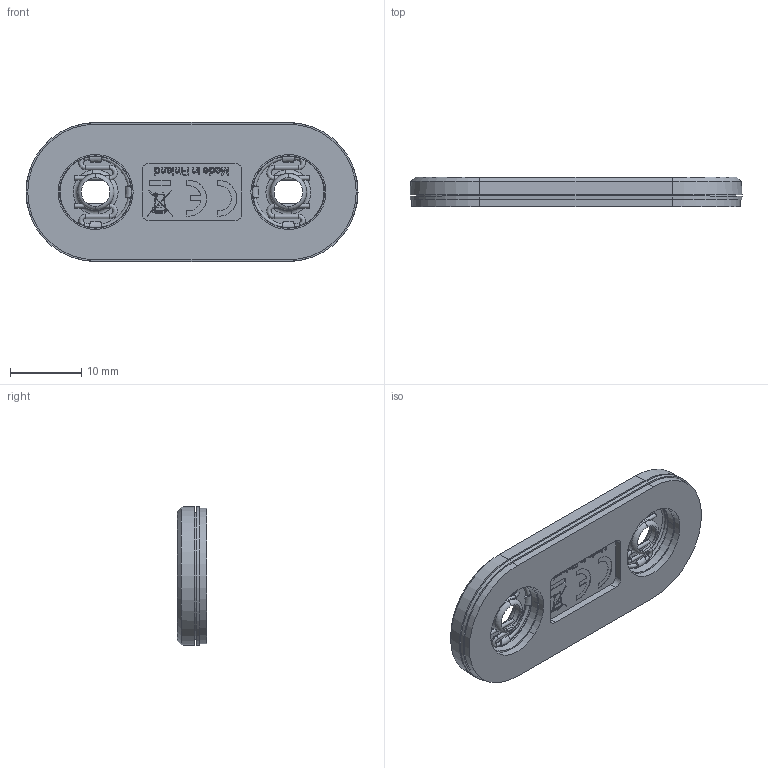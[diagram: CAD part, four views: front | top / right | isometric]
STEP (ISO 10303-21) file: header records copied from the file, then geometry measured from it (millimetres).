
FILE_DESCRIPTION((''),'2;1');
FILE_NAME('SURFACE-MOUNT-ASSEMBLY_ASM','2018-05-08T',('pernuk'),(''),'CREO PARAMETRIC BY PTC INC, 2015380','CREO PARAMETRIC BY PTC INC, 2015380','');
FILE_SCHEMA(('CONFIG_CONTROL_DESIGN'));
Length unit declared in the file: millimetre
Products named in the file (8): MOVESENSE-ACCESSORY-PLATE; MOVESENSE-SNAP-SPRING; MOVESENSE-SNAP-SOCKET; FLAT-SNAP-MOVESENSE_ASM; MOVESENSE-ACCESSORY-COVER; MOVESENSE-ACCESSORY-ADHESIVE-3; MOVESENSE_CONNECTOR_PCB_02; SURFACE-MOUNT-ASSEMBLY_ASM
Assembly tree (8 placements, depth 3):
  SURFACE-MOUNT-ASSEMBLY_ASM
    MOVESENSE-ACCESSORY-PLATE
    FLAT-SNAP-MOVESENSE_ASM  x2
      MOVESENSE-SNAP-SPRING
      MOVESENSE-SNAP-SOCKET
    MOVESENSE-ACCESSORY-COVER
    MOVESENSE-ACCESSORY-ADHESIVE-3
    MOVESENSE_CONNECTOR_PCB_02
Bounding box: 46.5 x 4.15 x 19.5 mm (x, y, z)
Volume: 2412.8 mm3; surface area: 7087.7 mm2
Topology: 8 solids, 8 shells, 1197 faces, 3077 edges, 1970 vertices
Faces by surface type: plane 458, cone 216, extrusion 190, cylinder 173, torus 96, bspline 64
Entity records: 49550 total; most frequent: CARTESIAN_POINT 15309, ORIENTED_EDGE 5362, DIRECTION 4872, EDGE_CURVE 2681, PRESENTATION_STYLE_ASSIGNMENT 2418, STYLED_ITEM 2277, CURVE_STYLE 2134, VERTEX_POINT 1726
